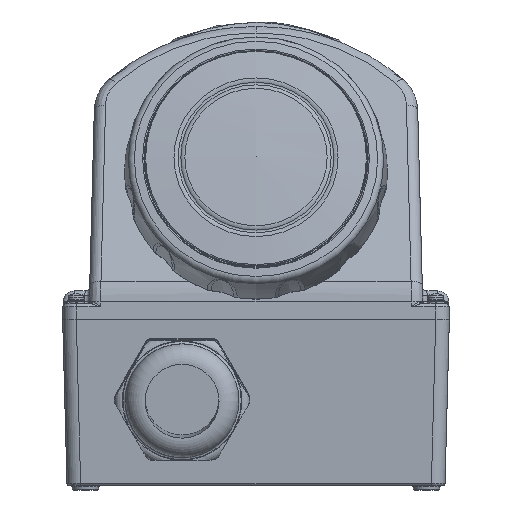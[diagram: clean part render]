
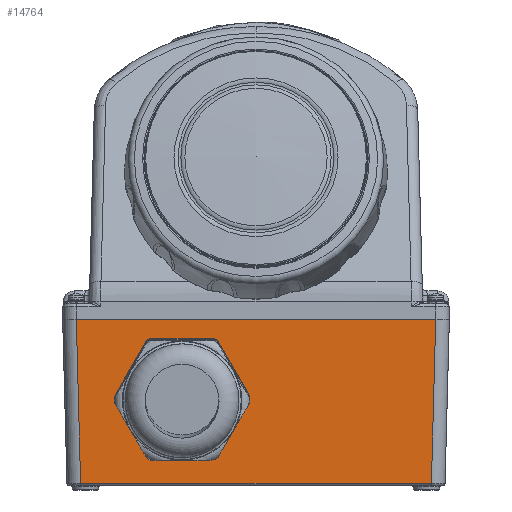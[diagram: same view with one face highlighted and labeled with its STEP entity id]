
A CAD part, front view. The second image highlights one B-rep face of the part: STEP entity #14764.
In plain terms, the highlighted planar face has unit normal (0, -1, -0.026).
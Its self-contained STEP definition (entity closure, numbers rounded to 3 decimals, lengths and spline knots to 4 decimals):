
#452=FACE_BOUND('',#2349,.T.);
#514=PLANE('',#15741);
#1473=FACE_OUTER_BOUND('',#2348,.T.);
#2348=EDGE_LOOP('',(#9467,#9468,#9469,#9470));
#2349=EDGE_LOOP('',(#9471,#9472,#9473,#9474,#9475,#9476,#9477,#9478,#9479,
#9480,#9481,#9482));
#3543=CIRCLE('',#15742,1.1713);
#3544=CIRCLE('',#15743,1.1713);
#3545=CIRCLE('',#15744,1.1713);
#3546=CIRCLE('',#15745,1.1713);
#3547=CIRCLE('',#15746,1.1713);
#3548=CIRCLE('',#15747,1.1713);
#4313=LINE('',#31251,#4852);
#4314=LINE('',#31253,#4853);
#4315=LINE('',#31255,#4854);
#4316=LINE('',#31256,#4855);
#4317=LINE('',#31261,#4856);
#4318=LINE('',#31265,#4857);
#4319=LINE('',#31269,#4858);
#4320=LINE('',#31273,#4859);
#4321=LINE('',#31277,#4860);
#4322=LINE('',#31280,#4861);
#4852=VECTOR('',#17590,0.0394);
#4853=VECTOR('',#17591,0.0394);
#4854=VECTOR('',#17592,0.0394);
#4855=VECTOR('',#17593,0.0394);
#4856=VECTOR('',#17596,0.0394);
#4857=VECTOR('',#17599,0.0394);
#4858=VECTOR('',#17602,0.0394);
#4859=VECTOR('',#17605,0.0394);
#4860=VECTOR('',#17608,0.0394);
#4861=VECTOR('',#17611,0.0394);
#5537=VERTEX_POINT('',#31249);
#5538=VERTEX_POINT('',#31250);
#5539=VERTEX_POINT('',#31252);
#5540=VERTEX_POINT('',#31254);
#5541=VERTEX_POINT('',#31257);
#5542=VERTEX_POINT('',#31258);
#5543=VERTEX_POINT('',#31260);
#5544=VERTEX_POINT('',#31262);
#5545=VERTEX_POINT('',#31264);
#5546=VERTEX_POINT('',#31266);
#5547=VERTEX_POINT('',#31268);
#5548=VERTEX_POINT('',#31270);
#5549=VERTEX_POINT('',#31272);
#5550=VERTEX_POINT('',#31274);
#5551=VERTEX_POINT('',#31276);
#5552=VERTEX_POINT('',#31278);
#7021=EDGE_CURVE('',#5537,#5538,#4313,.T.);
#7022=EDGE_CURVE('',#5539,#5538,#4314,.T.);
#7023=EDGE_CURVE('',#5540,#5539,#4315,.T.);
#7024=EDGE_CURVE('',#5540,#5537,#4316,.T.);
#7025=EDGE_CURVE('',#5541,#5542,#3543,.T.);
#7026=EDGE_CURVE('',#5541,#5543,#4317,.T.);
#7027=EDGE_CURVE('',#5544,#5543,#3544,.T.);
#7028=EDGE_CURVE('',#5544,#5545,#4318,.T.);
#7029=EDGE_CURVE('',#5546,#5545,#3545,.T.);
#7030=EDGE_CURVE('',#5546,#5547,#4319,.T.);
#7031=EDGE_CURVE('',#5548,#5547,#3546,.T.);
#7032=EDGE_CURVE('',#5548,#5549,#4320,.T.);
#7033=EDGE_CURVE('',#5550,#5549,#3547,.T.);
#7034=EDGE_CURVE('',#5550,#5551,#4321,.T.);
#7035=EDGE_CURVE('',#5552,#5551,#3548,.T.);
#7036=EDGE_CURVE('',#5552,#5542,#4322,.T.);
#9467=ORIENTED_EDGE('',*,*,#7021,.T.);
#9468=ORIENTED_EDGE('',*,*,#7022,.F.);
#9469=ORIENTED_EDGE('',*,*,#7023,.F.);
#9470=ORIENTED_EDGE('',*,*,#7024,.T.);
#9471=ORIENTED_EDGE('',*,*,#7025,.F.);
#9472=ORIENTED_EDGE('',*,*,#7026,.T.);
#9473=ORIENTED_EDGE('',*,*,#7027,.F.);
#9474=ORIENTED_EDGE('',*,*,#7028,.T.);
#9475=ORIENTED_EDGE('',*,*,#7029,.F.);
#9476=ORIENTED_EDGE('',*,*,#7030,.T.);
#9477=ORIENTED_EDGE('',*,*,#7031,.F.);
#9478=ORIENTED_EDGE('',*,*,#7032,.T.);
#9479=ORIENTED_EDGE('',*,*,#7033,.F.);
#9480=ORIENTED_EDGE('',*,*,#7034,.T.);
#9481=ORIENTED_EDGE('',*,*,#7035,.F.);
#9482=ORIENTED_EDGE('',*,*,#7036,.T.);
#14764=ADVANCED_FACE('',(#1473,#452),#514,.T.);
#15741=AXIS2_PLACEMENT_3D('',#31248,#17588,#17589);
#15742=AXIS2_PLACEMENT_3D('',#31259,#17594,#17595);
#15743=AXIS2_PLACEMENT_3D('',#31263,#17597,#17598);
#15744=AXIS2_PLACEMENT_3D('',#31267,#17600,#17601);
#15745=AXIS2_PLACEMENT_3D('',#31271,#17603,#17604);
#15746=AXIS2_PLACEMENT_3D('',#31275,#17606,#17607);
#15747=AXIS2_PLACEMENT_3D('',#31279,#17609,#17610);
#17588=DIRECTION('center_axis',(0.,-1.,-0.026));
#17589=DIRECTION('ref_axis',(1.,0.,0.));
#17590=DIRECTION('',(0.026,0.026,-0.999));
#17591=DIRECTION('',(-1.,0.,0.));
#17592=DIRECTION('',(-0.026,0.026,-0.999));
#17593=DIRECTION('',(-1.,0.,0.));
#17594=DIRECTION('center_axis',(0.,-1.,-0.026));
#17595=DIRECTION('ref_axis',(-0.001,-0.026,1.));
#17596=DIRECTION('',(-0.501,-0.023,0.865));
#17597=DIRECTION('center_axis',(0.,-1.,-0.026));
#17598=DIRECTION('ref_axis',(-0.001,-0.026,1.));
#17599=DIRECTION('',(0.499,-0.023,0.866));
#17600=DIRECTION('center_axis',(0.,-1.,-0.026));
#17601=DIRECTION('ref_axis',(-0.001,-0.026,1.));
#17602=DIRECTION('',(1.,0.,0.001));
#17603=DIRECTION('center_axis',(0.,-1.,-0.026));
#17604=DIRECTION('ref_axis',(-0.001,-0.026,1.));
#17605=DIRECTION('',(0.501,0.023,-0.865));
#17606=DIRECTION('center_axis',(0.,-1.,-0.026));
#17607=DIRECTION('ref_axis',(-0.001,-0.026,1.));
#17608=DIRECTION('',(-0.499,0.023,-0.866));
#17609=DIRECTION('center_axis',(0.,-1.,-0.026));
#17610=DIRECTION('ref_axis',(-0.001,-0.026,1.));
#17611=DIRECTION('',(-1.,0.,-0.001));
#31248=CARTESIAN_POINT('Origin',(3.1103,-6.4961,0.));
#31249=CARTESIAN_POINT('',(-3.1103,-6.4961,0.));
#31250=CARTESIAN_POINT('',(-3.0361,-6.4218,-2.8357));
#31251=CARTESIAN_POINT('',(-3.1103,-6.4961,0.));
#31252=CARTESIAN_POINT('',(3.0361,-6.4218,-2.8357));
#31253=CARTESIAN_POINT('',(3.1103,-6.4218,-2.8357));
#31254=CARTESIAN_POINT('',(3.1103,-6.4961,0.));
#31255=CARTESIAN_POINT('',(3.1103,-6.4961,0.));
#31256=CARTESIAN_POINT('',(3.1103,-6.4961,0.));
#31257=CARTESIAN_POINT('',(-1.8943,-6.4343,-2.3591));
#31258=CARTESIAN_POINT('',(-1.8332,-6.4334,-2.3943));
#31259=CARTESIAN_POINT('Origin',(-1.2795,-6.4604,-1.3625));
#31260=CARTESIAN_POINT('',(-2.4502,-6.4594,-1.399));
#31261=CARTESIAN_POINT('',(-2.3675,-6.4557,-1.5419));
#31262=CARTESIAN_POINT('',(-2.4503,-6.4613,-1.3286));
#31263=CARTESIAN_POINT('Origin',(-1.2795,-6.4604,-1.3625));
#31264=CARTESIAN_POINT('',(-1.8965,-6.4864,-0.3673));
#31265=CARTESIAN_POINT('',(-2.3679,-6.465,-1.1856));
#31266=CARTESIAN_POINT('',(-1.8356,-6.4874,-0.332));
#31267=CARTESIAN_POINT('Origin',(-1.2795,-6.4604,-1.3625));
#31268=CARTESIAN_POINT('',(-0.7259,-6.4874,-0.3307));
#31269=CARTESIAN_POINT('',(-2.0602,-6.4874,-0.3322));
#31270=CARTESIAN_POINT('',(-0.6648,-6.4865,-0.3659));
#31271=CARTESIAN_POINT('Origin',(-1.2795,-6.4604,-1.3625));
#31272=CARTESIAN_POINT('',(-0.1088,-6.4613,-1.3259));
#31273=CARTESIAN_POINT('',(-0.5821,-6.4827,-0.5087));
#31274=CARTESIAN_POINT('',(-0.1088,-6.4595,-1.3964));
#31275=CARTESIAN_POINT('Origin',(-1.2795,-6.4604,-1.3625));
#31276=CARTESIAN_POINT('',(-0.6625,-6.4343,-2.3577));
#31277=CARTESIAN_POINT('',(-0.5801,-6.4381,-2.2147));
#31278=CARTESIAN_POINT('',(-0.7235,-6.4334,-2.393));
#31279=CARTESIAN_POINT('Origin',(-1.2795,-6.4604,-1.3625));
#31280=CARTESIAN_POINT('',(-2.0579,-6.4334,-2.3945));
